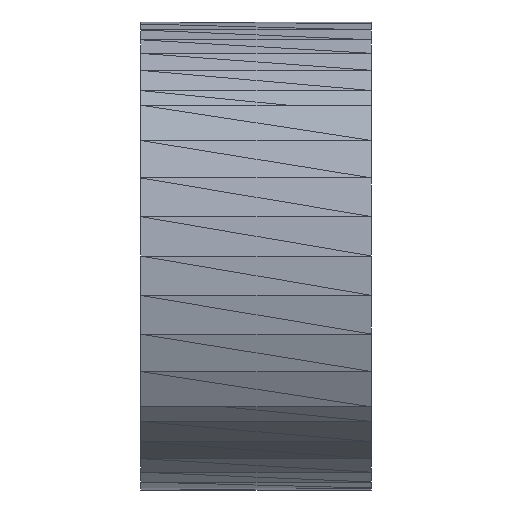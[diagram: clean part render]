
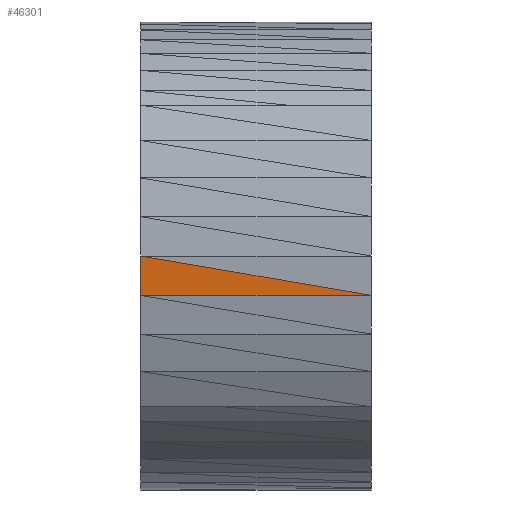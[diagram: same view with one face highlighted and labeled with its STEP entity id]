
A CAD part, front view. The second image highlights one B-rep face of the part: STEP entity #46301.
In plain terms, the highlighted planar face has unit normal (0, -0.998, -0.065).
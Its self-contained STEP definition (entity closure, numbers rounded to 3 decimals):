
#46301 = ADVANCED_FACE('',(#46302),#46316,.T.);
#46302 = FACE_BOUND('',#46303,.T.);
#46303 = EDGE_LOOP('',(#46304,#46327,#46343));
#46304 = ORIENTED_EDGE('',*,*,#46305,.T.);
#46305 = EDGE_CURVE('',#46306,#46308,#46310,.T.);
#46306 = VERTEX_POINT('',#46307);
#46307 = CARTESIAN_POINT('',(0.,-2790.58,
    -14029.2));
#46308 = VERTEX_POINT('',#46309);
#46309 = CARTESIAN_POINT('',(-17000.,-2980.93,-11125.));
#46310 = SURFACE_CURVE('',#46311,(#46315),.PCURVE_S1.);
#46311 = LINE('',#46312,#46313);
#46312 = CARTESIAN_POINT('',(0.,-2790.58,
    -14029.2));
#46313 = VECTOR('',#46314,1.);
#46314 = DIRECTION('',(-0.986,-0.011,0.168
    ));
#46315 = PCURVE('',#46316,#46321);
#46316 = PLANE('',#46317);
#46317 = AXIS2_PLACEMENT_3D('',#46318,#46319,#46320);
#46318 = CARTESIAN_POINT('',(-9165.774,-2842.212,
    -13241.448));
#46319 = DIRECTION('',(0.,-0.998,
    -0.065));
#46320 = DIRECTION('',(0.,0.065,-0.998));
#46321 = DEFINITIONAL_REPRESENTATION('',(#46322),#46326);
#46322 = LINE('',#46323,#46324);
#46323 = CARTESIAN_POINT('',(789.442,9165.774));
#46324 = VECTOR('',#46325,1.);
#46325 = DIRECTION('',(-0.169,-0.986));
#46326 = ( GEOMETRIC_REPRESENTATION_CONTEXT(2) 
PARAMETRIC_REPRESENTATION_CONTEXT() REPRESENTATION_CONTEXT('2D SPACE',''
  ) );
#46327 = ORIENTED_EDGE('',*,*,#46328,.F.);
#46328 = EDGE_CURVE('',#46329,#46308,#46331,.T.);
#46329 = VERTEX_POINT('',#46330);
#46330 = CARTESIAN_POINT('',(-17000.,-2790.58,
    -14029.2));
#46331 = SURFACE_CURVE('',#46332,(#46336),.PCURVE_S1.);
#46332 = LINE('',#46333,#46334);
#46333 = CARTESIAN_POINT('',(-17000.,-2790.58,
    -14029.2));
#46334 = VECTOR('',#46335,1.);
#46335 = DIRECTION('',(0.,-0.065,0.998));
#46336 = PCURVE('',#46316,#46337);
#46337 = DEFINITIONAL_REPRESENTATION('',(#46338),#46342);
#46338 = LINE('',#46339,#46340);
#46339 = CARTESIAN_POINT('',(789.442,-7834.226));
#46340 = VECTOR('',#46341,1.);
#46341 = DIRECTION('',(-1.,0.));
#46342 = ( GEOMETRIC_REPRESENTATION_CONTEXT(2) 
PARAMETRIC_REPRESENTATION_CONTEXT() REPRESENTATION_CONTEXT('2D SPACE',''
  ) );
#46343 = ORIENTED_EDGE('',*,*,#46344,.F.);
#46344 = EDGE_CURVE('',#46306,#46329,#46345,.T.);
#46345 = SURFACE_CURVE('',#46346,(#46350),.PCURVE_S1.);
#46346 = LINE('',#46347,#46348);
#46347 = CARTESIAN_POINT('',(0.,-2790.58,
    -14029.2));
#46348 = VECTOR('',#46349,1.);
#46349 = DIRECTION('',(-1.,0.,0.));
#46350 = PCURVE('',#46316,#46351);
#46351 = DEFINITIONAL_REPRESENTATION('',(#46352),#46356);
#46352 = LINE('',#46353,#46354);
#46353 = CARTESIAN_POINT('',(789.442,9165.774));
#46354 = VECTOR('',#46355,1.);
#46355 = DIRECTION('',(0.,-1.));
#46356 = ( GEOMETRIC_REPRESENTATION_CONTEXT(2) 
PARAMETRIC_REPRESENTATION_CONTEXT() REPRESENTATION_CONTEXT('2D SPACE',''
  ) );
